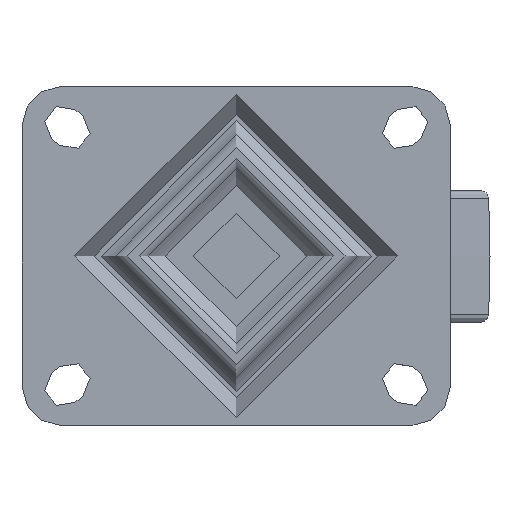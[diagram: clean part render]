
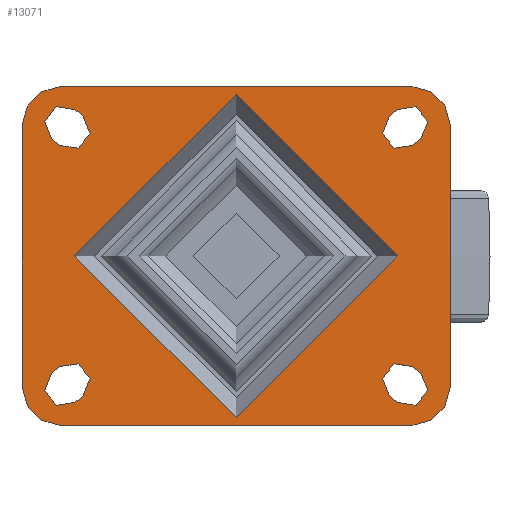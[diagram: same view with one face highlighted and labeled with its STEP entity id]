
A CAD part, top view. The second image highlights one B-rep face of the part: STEP entity #13071.
In plain terms, the highlighted planar face has unit normal (0, 0, 1).
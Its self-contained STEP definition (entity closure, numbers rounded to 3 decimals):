
#650=FACE_BOUND('',#4190,.T.);
#651=FACE_BOUND('',#4191,.T.);
#652=FACE_BOUND('',#4192,.T.);
#653=FACE_BOUND('',#4193,.T.);
#654=FACE_BOUND('',#4194,.T.);
#820=PLANE('',#14217);
#1796=LINE('',#19459,#2475);
#1798=LINE('',#19467,#2477);
#1799=LINE('',#19472,#2478);
#1800=LINE('',#19476,#2479);
#1801=LINE('',#19478,#2480);
#1802=LINE('',#19479,#2481);
#1803=LINE('',#19480,#2482);
#1804=LINE('',#19481,#2483);
#1805=LINE('',#19482,#2484);
#1806=LINE('',#19483,#2485);
#1807=LINE('',#19484,#2486);
#1808=LINE('',#19485,#2487);
#2475=VECTOR('',#15723,1.);
#2477=VECTOR('',#15733,1.);
#2478=VECTOR('',#15738,1.);
#2479=VECTOR('',#15741,1.);
#2480=VECTOR('',#15744,1.);
#2481=VECTOR('',#15745,1.);
#2482=VECTOR('',#15746,1.);
#2483=VECTOR('',#15747,1.);
#2484=VECTOR('',#15748,1.);
#2485=VECTOR('',#15749,1.);
#2486=VECTOR('',#15750,1.);
#2487=VECTOR('',#15751,1.);
#3328=FACE_OUTER_BOUND('',#4189,.T.);
#4189=EDGE_LOOP('',(#9304,#9305,#9306,#9307,#9308,#9309,#9310,#9311));
#4190=EDGE_LOOP('',(#9312));
#4191=EDGE_LOOP('',(#9313,#9314,#9315,#9316));
#4192=EDGE_LOOP('',(#9317,#9318,#9319,#9320));
#4193=EDGE_LOOP('',(#9321,#9322,#9323,#9324));
#4194=EDGE_LOOP('',(#9325,#9326,#9327,#9328));
#5144=CIRCLE('',#14140,5.7);
#5145=CIRCLE('',#14142,5.7);
#5147=CIRCLE('',#14145,5.7);
#5150=CIRCLE('',#14149,5.7);
#5152=CIRCLE('',#14152,5.7);
#5153=CIRCLE('',#14154,5.7);
#5156=CIRCLE('',#14158,5.7);
#5157=CIRCLE('',#14160,5.7);
#5174=CIRCLE('',#14183,49.014);
#5194=CIRCLE('',#14218,12.);
#5195=CIRCLE('',#14219,12.);
#5196=CIRCLE('',#14220,12.);
#5197=CIRCLE('',#14221,12.);
#5796=VERTEX_POINT('',#19222);
#5797=VERTEX_POINT('',#19224);
#5798=VERTEX_POINT('',#19228);
#5799=VERTEX_POINT('',#19229);
#5802=VERTEX_POINT('',#19237);
#5803=VERTEX_POINT('',#19238);
#5808=VERTEX_POINT('',#19249);
#5809=VERTEX_POINT('',#19251);
#5812=VERTEX_POINT('',#19258);
#5813=VERTEX_POINT('',#19260);
#5814=VERTEX_POINT('',#19264);
#5815=VERTEX_POINT('',#19265);
#5820=VERTEX_POINT('',#19276);
#5821=VERTEX_POINT('',#19278);
#5822=VERTEX_POINT('',#19282);
#5823=VERTEX_POINT('',#19283);
#5836=VERTEX_POINT('',#19349);
#5853=VERTEX_POINT('',#19456);
#5854=VERTEX_POINT('',#19458);
#5855=VERTEX_POINT('',#19465);
#5856=VERTEX_POINT('',#19466);
#5857=VERTEX_POINT('',#19469);
#5858=VERTEX_POINT('',#19471);
#5859=VERTEX_POINT('',#19473);
#5860=VERTEX_POINT('',#19475);
#7097=EDGE_CURVE('',#5797,#5796,#5144,.T.);
#7099=EDGE_CURVE('',#5798,#5799,#5145,.T.);
#7103=EDGE_CURVE('',#5802,#5803,#5147,.T.);
#7109=EDGE_CURVE('',#5809,#5808,#5150,.T.);
#7113=EDGE_CURVE('',#5812,#5813,#5152,.T.);
#7115=EDGE_CURVE('',#5814,#5815,#5153,.T.);
#7121=EDGE_CURVE('',#5820,#5821,#5156,.T.);
#7123=EDGE_CURVE('',#5822,#5823,#5157,.T.);
#7144=EDGE_CURVE('',#5836,#5836,#5174,.T.);
#7169=EDGE_CURVE('',#5854,#5853,#1796,.T.);
#7171=EDGE_CURVE('',#5855,#5856,#1798,.T.);
#7172=EDGE_CURVE('',#5855,#5854,#5194,.T.);
#7173=EDGE_CURVE('',#5853,#5857,#5195,.T.);
#7174=EDGE_CURVE('',#5858,#5857,#1799,.T.);
#7175=EDGE_CURVE('',#5859,#5858,#5196,.T.);
#7176=EDGE_CURVE('',#5860,#5859,#1800,.T.);
#7177=EDGE_CURVE('',#5856,#5860,#5197,.T.);
#7178=EDGE_CURVE('',#5823,#5820,#1801,.T.);
#7179=EDGE_CURVE('',#5821,#5822,#1802,.T.);
#7180=EDGE_CURVE('',#5813,#5814,#1803,.T.);
#7181=EDGE_CURVE('',#5815,#5812,#1804,.T.);
#7182=EDGE_CURVE('',#5796,#5798,#1805,.T.);
#7183=EDGE_CURVE('',#5799,#5797,#1806,.T.);
#7184=EDGE_CURVE('',#5803,#5809,#1807,.T.);
#7185=EDGE_CURVE('',#5808,#5802,#1808,.T.);
#9304=ORIENTED_EDGE('',*,*,#7171,.F.);
#9305=ORIENTED_EDGE('',*,*,#7172,.T.);
#9306=ORIENTED_EDGE('',*,*,#7169,.T.);
#9307=ORIENTED_EDGE('',*,*,#7173,.T.);
#9308=ORIENTED_EDGE('',*,*,#7174,.F.);
#9309=ORIENTED_EDGE('',*,*,#7175,.F.);
#9310=ORIENTED_EDGE('',*,*,#7176,.F.);
#9311=ORIENTED_EDGE('',*,*,#7177,.F.);
#9312=ORIENTED_EDGE('',*,*,#7144,.F.);
#9313=ORIENTED_EDGE('',*,*,#7121,.F.);
#9314=ORIENTED_EDGE('',*,*,#7178,.F.);
#9315=ORIENTED_EDGE('',*,*,#7123,.F.);
#9316=ORIENTED_EDGE('',*,*,#7179,.F.);
#9317=ORIENTED_EDGE('',*,*,#7115,.F.);
#9318=ORIENTED_EDGE('',*,*,#7180,.F.);
#9319=ORIENTED_EDGE('',*,*,#7113,.F.);
#9320=ORIENTED_EDGE('',*,*,#7181,.F.);
#9321=ORIENTED_EDGE('',*,*,#7097,.T.);
#9322=ORIENTED_EDGE('',*,*,#7182,.T.);
#9323=ORIENTED_EDGE('',*,*,#7099,.T.);
#9324=ORIENTED_EDGE('',*,*,#7183,.T.);
#9325=ORIENTED_EDGE('',*,*,#7103,.T.);
#9326=ORIENTED_EDGE('',*,*,#7184,.T.);
#9327=ORIENTED_EDGE('',*,*,#7109,.T.);
#9328=ORIENTED_EDGE('',*,*,#7185,.T.);
#13071=ADVANCED_FACE('',(#3328,#650,#651,#652,#653,#654),#820,.F.);
#14140=AXIS2_PLACEMENT_3D('',#19225,#15553,#15554);
#14142=AXIS2_PLACEMENT_3D('',#19230,#15558,#15559);
#14145=AXIS2_PLACEMENT_3D('',#19239,#15566,#15567);
#14149=AXIS2_PLACEMENT_3D('',#19252,#15577,#15578);
#14152=AXIS2_PLACEMENT_3D('',#19261,#15585,#15586);
#14154=AXIS2_PLACEMENT_3D('',#19266,#15590,#15591);
#14158=AXIS2_PLACEMENT_3D('',#19279,#15601,#15602);
#14160=AXIS2_PLACEMENT_3D('',#19284,#15606,#15607);
#14183=AXIS2_PLACEMENT_3D('',#19351,#15656,#15657);
#14217=AXIS2_PLACEMENT_3D('',#19464,#15731,#15732);
#14218=AXIS2_PLACEMENT_3D('',#19468,#15734,#15735);
#14219=AXIS2_PLACEMENT_3D('',#19470,#15736,#15737);
#14220=AXIS2_PLACEMENT_3D('',#19474,#15739,#15740);
#14221=AXIS2_PLACEMENT_3D('',#19477,#15742,#15743);
#15553=DIRECTION('center_axis',(0.,0.,-1.));
#15554=DIRECTION('ref_axis',(1.,0.,0.));
#15558=DIRECTION('center_axis',(0.,0.,-1.));
#15559=DIRECTION('ref_axis',(1.,0.,0.));
#15566=DIRECTION('center_axis',(0.,0.,-1.));
#15567=DIRECTION('ref_axis',(1.,0.,0.));
#15577=DIRECTION('center_axis',(0.,0.,-1.));
#15578=DIRECTION('ref_axis',(1.,0.,0.));
#15585=DIRECTION('center_axis',(0.,0.,1.));
#15586=DIRECTION('ref_axis',(1.,0.,0.));
#15590=DIRECTION('center_axis',(0.,0.,1.));
#15591=DIRECTION('ref_axis',(1.,0.,0.));
#15601=DIRECTION('center_axis',(0.,0.,1.));
#15602=DIRECTION('ref_axis',(1.,0.,0.));
#15606=DIRECTION('center_axis',(0.,0.,1.));
#15607=DIRECTION('ref_axis',(1.,0.,0.));
#15656=DIRECTION('center_axis',(0.,0.,1.));
#15657=DIRECTION('ref_axis',(-1.,0.,0.));
#15723=DIRECTION('',(1.,0.,0.));
#15731=DIRECTION('center_axis',(0.,0.,-1.));
#15732=DIRECTION('ref_axis',(0.,-1.,0.));
#15733=DIRECTION('',(0.,1.,0.));
#15734=DIRECTION('center_axis',(0.,0.,1.));
#15735=DIRECTION('ref_axis',(1.,0.,0.));
#15736=DIRECTION('center_axis',(0.,0.,1.));
#15737=DIRECTION('ref_axis',(1.,0.,0.));
#15738=DIRECTION('',(0.,-1.,0.));
#15739=DIRECTION('center_axis',(0.,0.,-1.));
#15740=DIRECTION('ref_axis',(1.,0.,0.));
#15741=DIRECTION('',(1.,0.,0.));
#15742=DIRECTION('center_axis',(0.,0.,-1.));
#15743=DIRECTION('ref_axis',(1.,0.,0.));
#15744=DIRECTION('',(-0.781,-0.625,0.));
#15745=DIRECTION('',(0.781,0.625,0.));
#15746=DIRECTION('',(0.781,-0.625,0.));
#15747=DIRECTION('',(-0.781,0.625,0.));
#15748=DIRECTION('',(0.781,-0.625,0.));
#15749=DIRECTION('',(-0.781,0.625,0.));
#15750=DIRECTION('',(-0.781,-0.625,0.));
#15751=DIRECTION('',(0.781,0.625,0.));
#19222=CARTESIAN_POINT('',(-27.536,161.729,0.));
#19224=CARTESIAN_POINT('',(-34.657,152.827,0.));
#19225=CARTESIAN_POINT('Origin',(-31.097,157.278,0.));
#19228=CARTESIAN_POINT('',(-25.036,159.729,0.));
#19229=CARTESIAN_POINT('',(-32.157,150.827,0.));
#19230=CARTESIAN_POINT('Origin',(-28.597,155.278,0.));
#19237=CARTESIAN_POINT('',(-134.657,161.729,0.));
#19238=CARTESIAN_POINT('',(-127.536,152.827,0.));
#19239=CARTESIAN_POINT('Origin',(-131.097,157.278,0.));
#19249=CARTESIAN_POINT('',(-137.157,159.729,0.));
#19251=CARTESIAN_POINT('',(-130.036,150.827,0.));
#19252=CARTESIAN_POINT('Origin',(-133.597,155.278,0.));
#19258=CARTESIAN_POINT('',(-130.036,239.729,0.));
#19260=CARTESIAN_POINT('',(-137.157,230.827,0.));
#19261=CARTESIAN_POINT('Origin',(-133.597,235.278,0.));
#19264=CARTESIAN_POINT('',(-134.657,228.827,0.));
#19265=CARTESIAN_POINT('',(-127.536,237.729,0.));
#19266=CARTESIAN_POINT('Origin',(-131.097,233.278,0.));
#19276=CARTESIAN_POINT('',(-34.657,237.729,0.));
#19278=CARTESIAN_POINT('',(-27.536,228.827,0.));
#19279=CARTESIAN_POINT('Origin',(-31.097,233.278,0.));
#19282=CARTESIAN_POINT('',(-25.036,230.827,0.));
#19283=CARTESIAN_POINT('',(-32.157,239.729,0.));
#19284=CARTESIAN_POINT('Origin',(-28.597,235.278,0.));
#19349=CARTESIAN_POINT('',(-130.11,195.278,0.));
#19351=CARTESIAN_POINT('Origin',(-81.097,195.278,0.));
#19456=CARTESIAN_POINT('',(-28.097,143.778,0.));
#19458=CARTESIAN_POINT('',(-134.097,143.778,0.));
#19459=CARTESIAN_POINT('',(-81.097,143.778,0.));
#19464=CARTESIAN_POINT('Origin',(-130.11,195.278,0.));
#19465=CARTESIAN_POINT('',(-146.097,155.778,0.));
#19466=CARTESIAN_POINT('',(-146.097,234.778,0.));
#19467=CARTESIAN_POINT('',(-146.097,195.278,0.));
#19468=CARTESIAN_POINT('Origin',(-134.097,155.778,0.));
#19469=CARTESIAN_POINT('',(-16.097,155.778,0.));
#19470=CARTESIAN_POINT('Origin',(-28.097,155.778,0.));
#19471=CARTESIAN_POINT('',(-16.097,234.778,0.));
#19472=CARTESIAN_POINT('',(-16.097,234.778,0.));
#19473=CARTESIAN_POINT('',(-28.097,246.778,0.));
#19474=CARTESIAN_POINT('Origin',(-28.097,234.778,0.));
#19475=CARTESIAN_POINT('',(-134.097,246.778,0.));
#19476=CARTESIAN_POINT('',(-81.097,246.778,0.));
#19477=CARTESIAN_POINT('Origin',(-134.097,234.778,0.));
#19478=CARTESIAN_POINT('',(-32.157,239.729,0.));
#19479=CARTESIAN_POINT('',(-27.536,228.827,0.));
#19480=CARTESIAN_POINT('',(-137.157,230.827,0.));
#19481=CARTESIAN_POINT('',(-127.536,237.729,0.));
#19482=CARTESIAN_POINT('',(-27.536,161.729,0.));
#19483=CARTESIAN_POINT('',(-32.157,150.827,0.));
#19484=CARTESIAN_POINT('',(-127.536,152.827,0.));
#19485=CARTESIAN_POINT('',(-137.157,159.729,0.));
